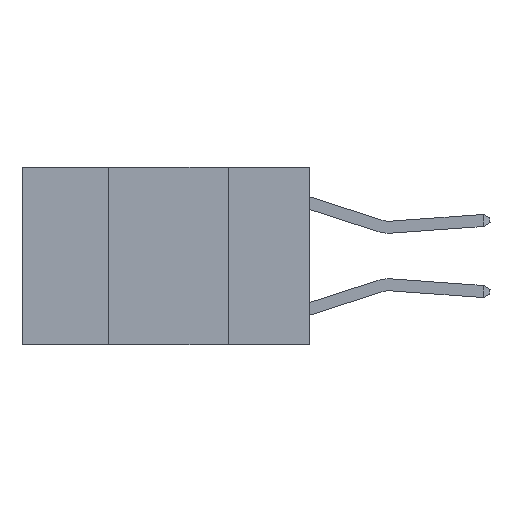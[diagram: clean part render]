
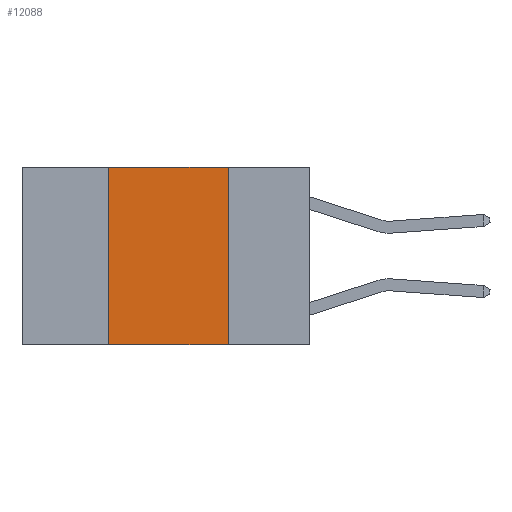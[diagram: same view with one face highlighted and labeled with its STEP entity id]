
A CAD part, left-side view. The second image highlights one B-rep face of the part: STEP entity #12088.
In plain terms, the highlighted planar face has unit normal (-1, 0, 0).
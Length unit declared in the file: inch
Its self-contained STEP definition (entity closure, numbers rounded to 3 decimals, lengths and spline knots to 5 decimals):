
#733 = EDGE_LOOP ( 'NONE', ( #6763, #6015, #8330, #5632 ) ) ;
#1899 = AXIS2_PLACEMENT_3D ( 'NONE', #8532, #8596, #13176 ) ;
#1949 = CARTESIAN_POINT ( 'NONE',  ( 0., 0.42, -0.37 ) ) ;
#2756 = CARTESIAN_POINT ( 'NONE',  ( 0., 0.6, 0. ) ) ;
#2838 = LINE ( 'NONE', #2756, #14028 ) ;
#2988 = DIRECTION ( 'NONE',  ( 0., -1., 0. ) ) ;
#3322 = VECTOR ( 'NONE', #10654, 39.37008 ) ;
#4787 = LINE ( 'NONE', #12965, #3322 ) ;
#5577 = VERTEX_POINT ( 'NONE', #13132 ) ;
#5632 = ORIENTED_EDGE ( 'NONE', *, *, #7911, .T. ) ;
#6015 = ORIENTED_EDGE ( 'NONE', *, *, #7809, .F. ) ;
#6045 = DIRECTION ( 'NONE',  ( 0., 0., 1. ) ) ;
#6754 = CARTESIAN_POINT ( 'NONE',  ( 0., 0.6, -0.37 ) ) ;
#6763 = ORIENTED_EDGE ( 'NONE', *, *, #10189, .F. ) ;
#6818 = EDGE_CURVE ( 'NONE', #10402, #5577, #10541, .T. ) ;
#7045 = CARTESIAN_POINT ( 'NONE',  ( 0., 0.42, 0. ) ) ;
#7809 = EDGE_CURVE ( 'NONE', #5577, #13071, #2838, .T. ) ;
#7902 = LINE ( 'NONE', #6754, #12062 ) ;
#7911 = EDGE_CURVE ( 'NONE', #10402, #10561, #7902, .T. ) ;
#8260 = CARTESIAN_POINT ( 'NONE',  ( 0., 0.17, 0. ) ) ;
#8330 = ORIENTED_EDGE ( 'NONE', *, *, #6818, .F. ) ;
#8532 = CARTESIAN_POINT ( 'NONE',  ( 0., 0.6, 0. ) ) ;
#8596 = DIRECTION ( 'NONE',  ( 1., 0., 0. ) ) ;
#9659 = FACE_OUTER_BOUND ( 'NONE', #733, .T. ) ;
#10189 = EDGE_CURVE ( 'NONE', #13071, #10561, #4787, .T. ) ;
#10402 = VERTEX_POINT ( 'NONE', #1949 ) ;
#10541 = LINE ( 'NONE', #7045, #11364 ) ;
#10561 = VERTEX_POINT ( 'NONE', #11500 ) ;
#10654 = DIRECTION ( 'NONE',  ( 0., 0., -1. ) ) ;
#11364 = VECTOR ( 'NONE', #6045, 39.37008 ) ;
#11500 = CARTESIAN_POINT ( 'NONE',  ( 0., 0.17, -0.37 ) ) ;
#12062 = VECTOR ( 'NONE', #12485, 39.37008 ) ;
#12088 = ADVANCED_FACE ( 'NONE', ( #9659 ), #14314, .F. ) ;
#12485 = DIRECTION ( 'NONE',  ( 0., -1., 0. ) ) ;
#12965 = CARTESIAN_POINT ( 'NONE',  ( 0., 0.17, 0. ) ) ;
#13071 = VERTEX_POINT ( 'NONE', #8260 ) ;
#13132 = CARTESIAN_POINT ( 'NONE',  ( 0., 0.42, 0. ) ) ;
#13176 = DIRECTION ( 'NONE',  ( 0., 0., -1. ) ) ;
#14028 = VECTOR ( 'NONE', #2988, 39.37008 ) ;
#14314 = PLANE ( 'NONE',  #1899 ) ;
